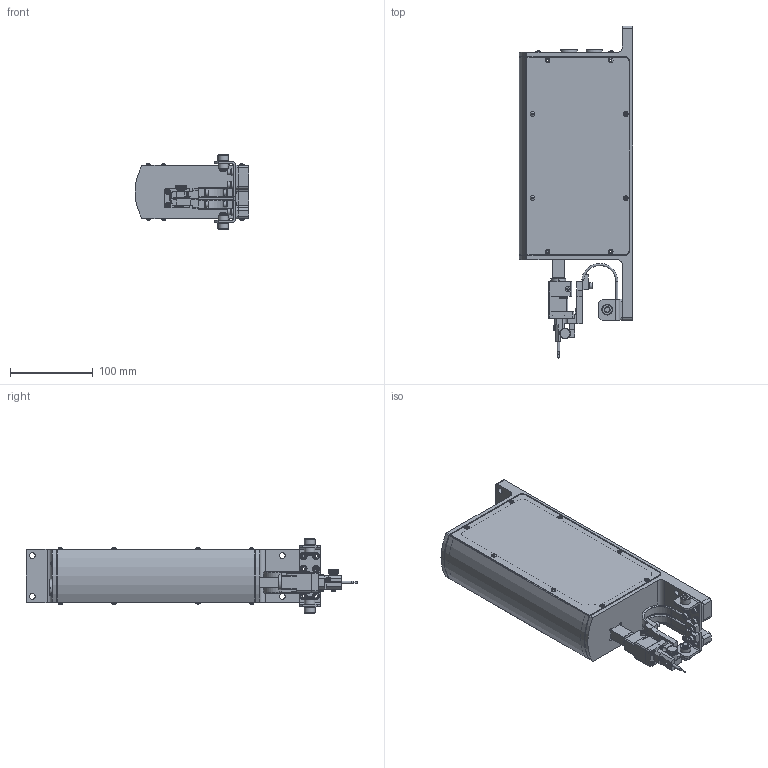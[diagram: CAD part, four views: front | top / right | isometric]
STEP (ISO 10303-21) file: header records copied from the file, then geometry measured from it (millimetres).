
FILE_DESCRIPTION (( 'STEP AP214' ), '1' );
FILE_NAME ('2-322-01 Assembly.STEP', '2015-08-20T20:19:29', ( 'user' ), ( '' ), 'SwSTEP 2.0', 'SolidWorks 2012', '' );
FILE_SCHEMA (( 'AUTOMOTIVE_DESIGN' ));
Length unit declared in the file: millimetre
Products named in the file (6): 2-322-01 Flexure; 2-322-01 Electrode; 2-322-01 Assembly; 2-322-01Body; 2-322-01 Adapter; 2-322-01 Electrode Holder
Assembly tree (5 placements, depth 2):
  2-322-01 Assembly
    2-322-01Body
    2-322-01 Adapter
    2-322-01 Electrode Holder
    2-322-01 Flexure
    2-322-01 Electrode
Bounding box: 137.79 x 401.24 x 90.17 mm (x, y, z)
Surface area: 213933.5 mm2 (no closed solid volume)
Topology: 0 solids, 275 shells, 1069 faces, 4290 edges, 3433 vertices
Faces by surface type: plane 561, cylinder 313, cone 132, bspline 63
Full cylindrical faces by diameter (mm): 1 x13, 1.587 x1, 2.2 x7, 2.5 x7, 3.175 x2, 3.277 x1, 3.3 x9, 3.386 x2, 3.572 x1, 4.166 x2, 4.293 x1, 4.75 x1, 5.18 x2, 5.387 x2, 5.5 x6, 5.7 x20, 5.977 x1, 6 x2, 6.25 x4, 6.5 x4, 6.528 x4, 7 x19, 7.541 x1, 7.62 x1, 8.738 x7, 11.8 x1, 11.989 x1, 12.014 x1, 12.7 x2, 13 x2
Entity records: 84766 total; most frequent: CARTESIAN_POINT 41105, DIRECTION 5925, ORIENTED_EDGE 5426, EDGE_CURVE 3992, VERTEX_POINT 3361, AXIS2_PLACEMENT_3D 2082, LINE 1761, VECTOR 1761
